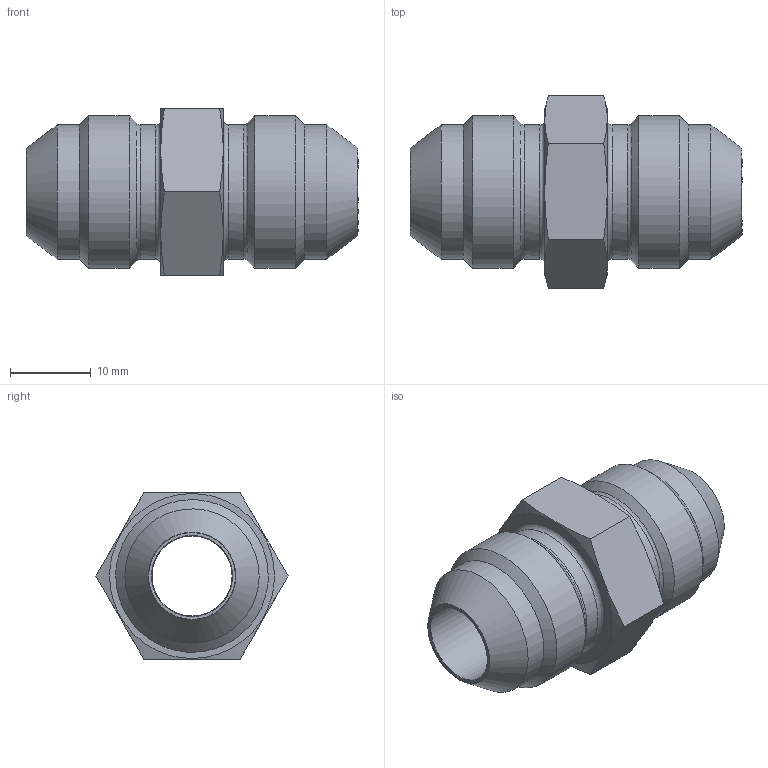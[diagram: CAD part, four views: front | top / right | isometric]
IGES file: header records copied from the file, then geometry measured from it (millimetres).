
Global section: file name: 8_HTX-S; native system: Autodesk Inventor 2016; preprocessor: unknown; author: 530011; date: 20170823.110946; units: inch
Bounding box: 41.15 x 23.83 x 20.64 mm (x, y, z)
Volume: 7185.3 mm3; surface area: 4069.4 mm2
Topology: 1 solids, 1 shells, 33 faces, 99 edges, 70 vertices
Faces by surface type: bspline 33
